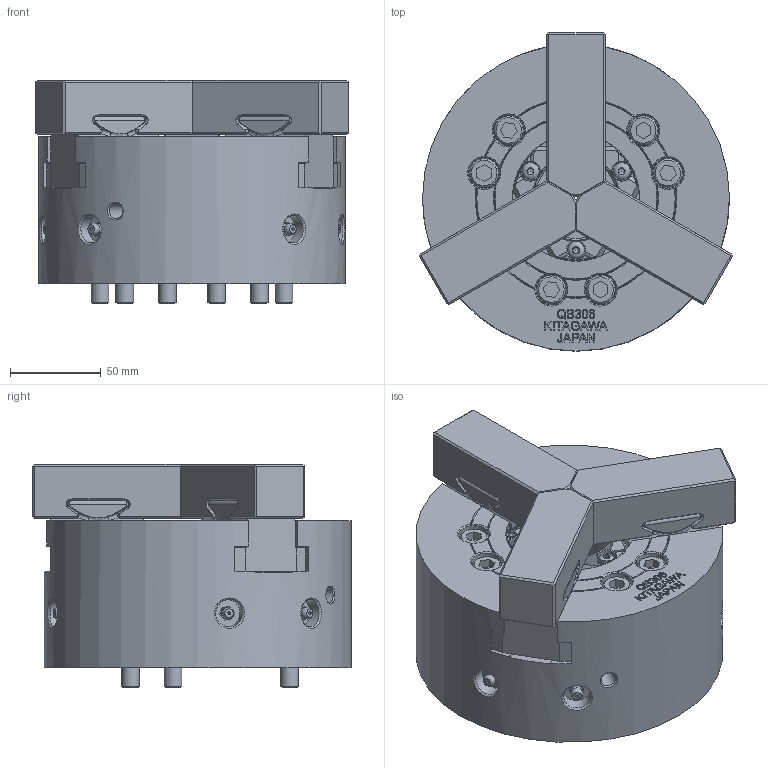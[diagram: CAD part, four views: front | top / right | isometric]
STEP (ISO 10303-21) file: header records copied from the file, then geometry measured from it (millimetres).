
FILE_DESCRIPTION(/* description */ ('Unknown'),/* implementation_level */ '2;1');
FILE_NAME(/* name */ 'QB306-Solid',/* time_stamp */ '2019-08-14T15:08:35+01:00',/* author */ ('Unknown'),/* organization */ ('Unknown'),/* preprocessor_version */ 'ST-DEVELOPER v16.7',/* originating_system */ 'DEX',/* authorisation */ $);
FILE_SCHEMA (('AUTOMOTIVE_DESIGN {1 0 10303 214 3 1 1}'));
Length unit declared in the file: millimetre
Products named in the file (1): QB306_mid stroke
Bounding box: 172.32 x 175.33 x 123 mm (x, y, z)
Volume: 1713201.9 mm3; surface area: 255777.1 mm2
Topology: 4 solids, 29 shells, 1500 faces, 4078 edges, 2654 vertices
Faces by surface type: plane 832, cylinder 240, cone 221, bspline 108, torus 72, sphere 27
Full cylindrical faces by diameter (mm): 4.2 x3, 4.826 x12, 5.2 x18, 5.5 x3, 6.6 x9, 7 x3, 8.5 x11, 9.5 x3, 9.732 x6, 10 x4, 11 x9, 12 x6, 15 x6, 16 x6, 17 x6, 18 x3, 20 x1, 45 x1, 48 x2, 55.5 x1, 57.8 x1, 58 x1, 60 x1, 65.5 x1, 66 x1, 90.7 x1, 91 x1, 140 x1, 169 x1
Entity records: 49221 total; most frequent: CARTESIAN_POINT 14108, ORIENTED_EDGE 7194, DIRECTION 6810, EDGE_CURVE 3597, VERTEX_POINT 2492, AXIS2_PLACEMENT_3D 2388, LINE 2034, VECTOR 2034
